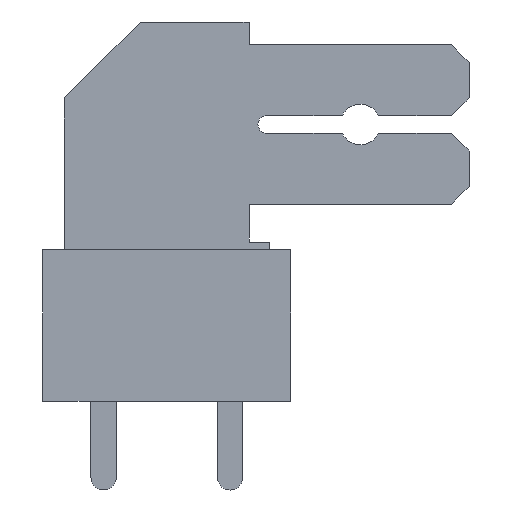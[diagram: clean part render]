
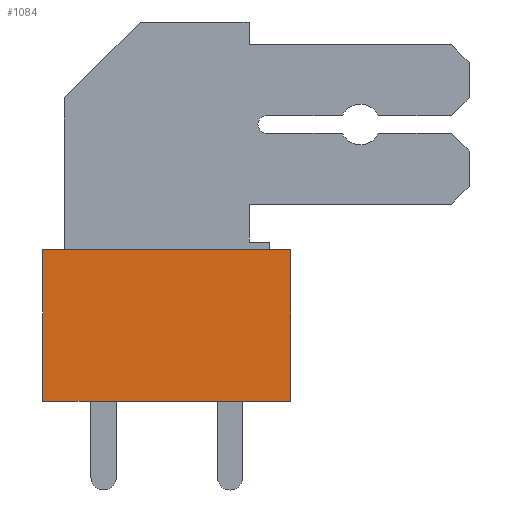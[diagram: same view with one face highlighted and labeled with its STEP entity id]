
A CAD part, left-side view. The second image highlights one B-rep face of the part: STEP entity #1084.
In plain terms, the highlighted planar face has unit normal (-1, 0, 0).
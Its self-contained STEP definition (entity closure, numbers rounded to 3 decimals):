
#1057=AXIS2_PLACEMENT_3D('Plane Axis2P3D',#1054,#1055,#1056) ;
#49=CARTESIAN_POINT('Vertex',(0.,7.05,3.5)) ;
#52=CARTESIAN_POINT('Line Origine',(0.,11.95,3.5)) ;
#56=CARTESIAN_POINT('Vertex',(0.,16.85,3.5)) ;
#1054=CARTESIAN_POINT('Axis2P3D Location',(0.,0.,0.)) ;
#1059=CARTESIAN_POINT('Line Origine',(0.,11.95,9.5)) ;
#1063=CARTESIAN_POINT('Vertex',(0.,7.05,9.5)) ;
#1065=CARTESIAN_POINT('Vertex',(0.,16.85,9.5)) ;
#1068=CARTESIAN_POINT('Line Origine',(0.,16.85,6.5)) ;
#1073=CARTESIAN_POINT('Line Origine',(0.,7.05,6.5)) ;
#53=DIRECTION('Vector Direction',(0.,1.,0.)) ;
#1055=DIRECTION('Axis2P3D Direction',(-1.,0.,0.)) ;
#1056=DIRECTION('Axis2P3D XDirection',(0.,0.,1.)) ;
#1060=DIRECTION('Vector Direction',(0.,-1.,0.)) ;
#1069=DIRECTION('Vector Direction',(0.,0.,1.)) ;
#1074=DIRECTION('Vector Direction',(0.,0.,-1.)) ;
#54=VECTOR('Line Direction',#53,1.) ;
#1061=VECTOR('Line Direction',#1060,1.) ;
#1070=VECTOR('Line Direction',#1069,1.) ;
#1075=VECTOR('Line Direction',#1074,1.) ;
#1079=ORIENTED_EDGE('',*,*,#1067,.T.) ;
#1080=ORIENTED_EDGE('',*,*,#1072,.T.) ;
#1081=ORIENTED_EDGE('',*,*,#58,.T.) ;
#1082=ORIENTED_EDGE('',*,*,#1077,.T.) ;
#1084=ADVANCED_FACE('_PCF 5.00/14/90 3.5 OR 9511530000',(#1083),#1058,.T.) ;
#58=EDGE_CURVE('',#57,#50,#55,.F.) ;
#1067=EDGE_CURVE('',#1064,#1066,#1062,.F.) ;
#1072=EDGE_CURVE('',#1066,#57,#1071,.F.) ;
#1077=EDGE_CURVE('',#50,#1064,#1076,.F.) ;
#1078=EDGE_LOOP('',(#1079,#1080,#1081,#1082)) ;
#1083=FACE_OUTER_BOUND('',#1078,.T.) ;
#55=LINE('Line',#52,#54) ;
#1062=LINE('Line',#1059,#1061) ;
#1071=LINE('Line',#1068,#1070) ;
#1076=LINE('Line',#1073,#1075) ;
#1058=PLANE('',#1057) ;
#50=VERTEX_POINT('',#49) ;
#57=VERTEX_POINT('',#56) ;
#1064=VERTEX_POINT('',#1063) ;
#1066=VERTEX_POINT('',#1065) ;
